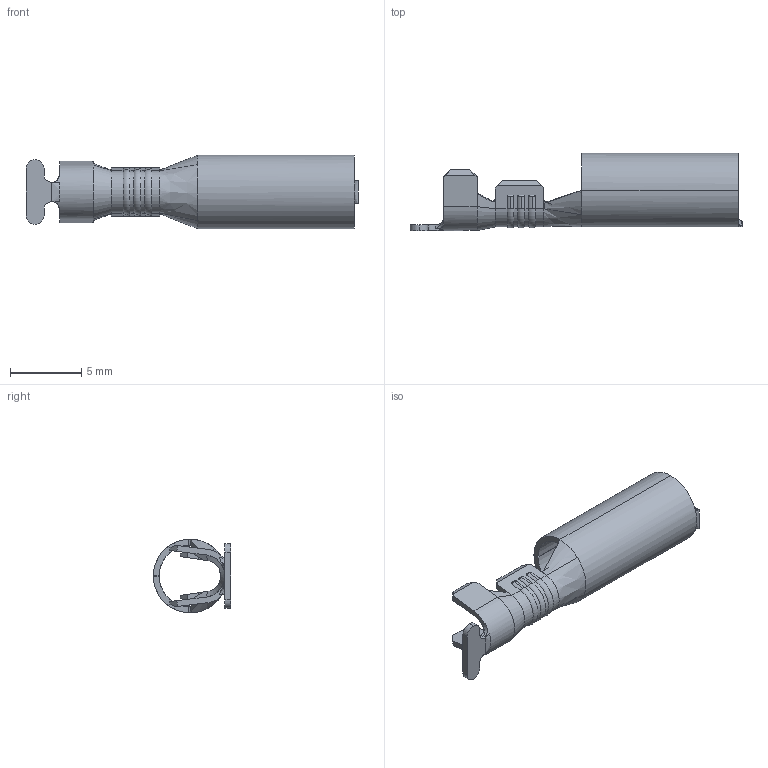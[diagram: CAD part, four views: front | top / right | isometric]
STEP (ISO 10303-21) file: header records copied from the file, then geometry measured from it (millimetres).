
FILE_DESCRIPTION (( 'STEP AP203' ), '1' );
FILE_NAME ('09390.STEP', '2015-02-05T14:13:14', ( '' ), ( '' ), 'SwSTEP 2.0', 'SolidWorks 2014', '' );
FILE_SCHEMA (( 'CONFIG_CONTROL_DESIGN' ));
Length unit declared in the file: inch
Products named in the file (1): 09390
Bounding box: 23.37 x 5.44 x 5.18 mm (x, y, z)
Volume: 98.8 mm3; surface area: 530.8 mm2
Topology: 1 solids, 1 shells, 154 faces, 388 edges, 236 vertices
Faces by surface type: plane 68, bspline 36, cylinder 35, torus 9, cone 6
Entity records: 5386 total; most frequent: CARTESIAN_POINT 1868, ORIENTED_EDGE 776, DIRECTION 622, EDGE_CURVE 388, VERTEX_POINT 236, VECTOR 236, LINE 236, AXIS2_PLACEMENT_3D 193
